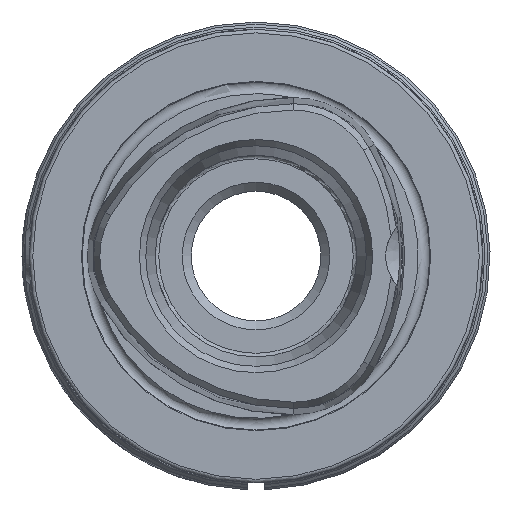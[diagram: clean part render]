
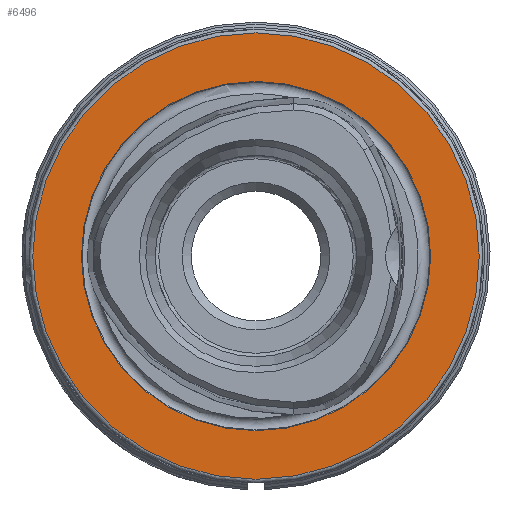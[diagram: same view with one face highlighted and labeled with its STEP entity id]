
A CAD part, left-side view. The second image highlights one B-rep face of the part: STEP entity #6496.
In plain terms, the highlighted planar face has unit normal (-1, 0, 0).
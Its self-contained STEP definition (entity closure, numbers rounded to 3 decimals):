
#778 = ORIENTED_EDGE ( 'NONE', *, *, #5132, .F. ) ;
#864 = CARTESIAN_POINT ( 'NONE',  ( 0., 0., 24.25 ) ) ;
#1082 = CIRCLE ( 'NONE', #8230, 24.25 ) ;
#1437 = DIRECTION ( 'NONE',  ( -1., 0., 0. ) ) ;
#1461 = PLANE ( 'NONE',  #4235 ) ;
#1757 = DIRECTION ( 'NONE',  ( -1., 0., 0. ) ) ;
#1817 = FACE_OUTER_BOUND ( 'NONE', #3748, .T. ) ;
#2174 = DIRECTION ( 'NONE',  ( 0., 0., 1. ) ) ;
#2330 = VERTEX_POINT ( 'NONE', #864 ) ;
#2395 = FACE_BOUND ( 'NONE', #2543, .T. ) ;
#2543 = EDGE_LOOP ( 'NONE', ( #778 ) ) ;
#2923 = VERTEX_POINT ( 'NONE', #6063 ) ;
#3748 = EDGE_LOOP ( 'NONE', ( #8987 ) ) ;
#4235 = AXIS2_PLACEMENT_3D ( 'NONE', #9546, #5128, #8900 ) ;
#4752 = CARTESIAN_POINT ( 'NONE',  ( 0., 0., 0. ) ) ;
#4873 = EDGE_CURVE ( 'NONE', #2923, #2923, #8126, .T. ) ;
#5128 = DIRECTION ( 'NONE',  ( 1., 0., 0. ) ) ;
#5132 = EDGE_CURVE ( 'NONE', #2330, #2330, #1082, .T. ) ;
#5871 = CARTESIAN_POINT ( 'NONE',  ( 0., 0., 0. ) ) ;
#6063 = CARTESIAN_POINT ( 'NONE',  ( 0., 0., 31. ) ) ;
#6496 = ADVANCED_FACE ( 'NONE', ( #2395, #1817 ), #1461, .F. ) ;
#8126 = CIRCLE ( 'NONE', #8426, 31. ) ;
#8230 = AXIS2_PLACEMENT_3D ( 'NONE', #5871, #1437, #2174 ) ;
#8366 = DIRECTION ( 'NONE',  ( 0., 0., 1. ) ) ;
#8426 = AXIS2_PLACEMENT_3D ( 'NONE', #4752, #1757, #8366 ) ;
#8900 = DIRECTION ( 'NONE',  ( 0., 0., -1. ) ) ;
#8987 = ORIENTED_EDGE ( 'NONE', *, *, #4873, .T. ) ;
#9546 = CARTESIAN_POINT ( 'NONE',  ( 0., 24.25, 0. ) ) ;
